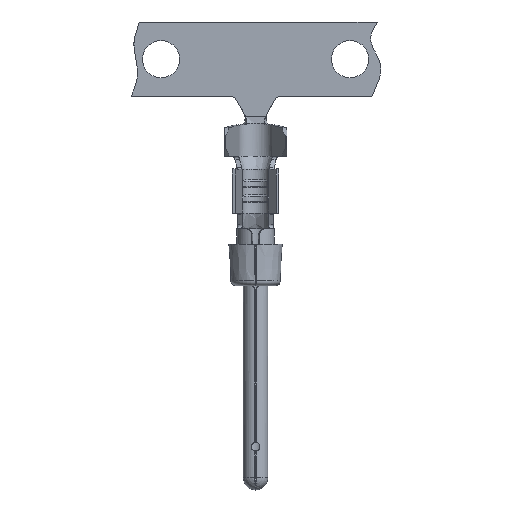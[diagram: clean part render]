
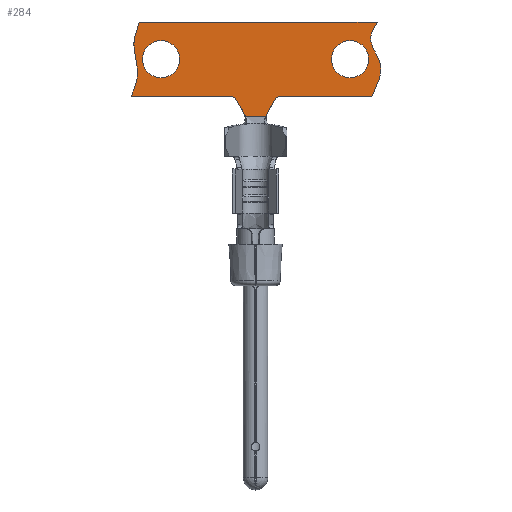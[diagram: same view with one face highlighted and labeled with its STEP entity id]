
A CAD part, top view. The second image highlights one B-rep face of the part: STEP entity #284.
In plain terms, the highlighted planar face has unit normal (0, 0, 1).
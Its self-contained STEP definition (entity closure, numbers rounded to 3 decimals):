
#284 = ADVANCED_FACE( '', ( #651, #652, #653 ), #654, .T. );
#651 = FACE_OUTER_BOUND( '', #1390, .T. );
#652 = FACE_BOUND( '', #1391, .T. );
#653 = FACE_BOUND( '', #1392, .T. );
#654 = PLANE( '', #1393 );
#1390 = EDGE_LOOP( '', ( #2670, #2671, #2672, #2673, #2674, #2675, #2676, #2677, #2678, #2679, #2680, #2681 ) );
#1391 = EDGE_LOOP( '', ( #2682 ) );
#1392 = EDGE_LOOP( '', ( #2683 ) );
#1393 = AXIS2_PLACEMENT_3D( '', #2684, #2685, #2686 );
#2670 = ORIENTED_EDGE( '', *, *, #3562, .F. );
#2671 = ORIENTED_EDGE( '', *, *, #3742, .T. );
#2672 = ORIENTED_EDGE( '', *, *, #3743, .T. );
#2673 = ORIENTED_EDGE( '', *, *, #3744, .T. );
#2674 = ORIENTED_EDGE( '', *, *, #3617, .T. );
#2675 = ORIENTED_EDGE( '', *, *, #3745, .T. );
#2676 = ORIENTED_EDGE( '', *, *, #3746, .T. );
#2677 = ORIENTED_EDGE( '', *, *, #3747, .T. );
#2678 = ORIENTED_EDGE( '', *, *, #3748, .T. );
#2679 = ORIENTED_EDGE( '', *, *, #3749, .T. );
#2680 = ORIENTED_EDGE( '', *, *, #3750, .T. );
#2681 = ORIENTED_EDGE( '', *, *, #3751, .T. );
#2682 = ORIENTED_EDGE( '', *, *, #3752, .F. );
#2683 = ORIENTED_EDGE( '', *, *, #3557, .T. );
#2684 = CARTESIAN_POINT( '', ( -6., 7.63, -0.55 ) );
#2685 = DIRECTION( '', ( 0., 0., 1. ) );
#2686 = DIRECTION( '', ( 1., 0., 0. ) );
#3557 = EDGE_CURVE( '', #4162, #4162, #4163, .F. );
#3562 = EDGE_CURVE( '', #4170, #4172, #4173, .T. );
#3617 = EDGE_CURVE( '', #4258, #4259, #4260, .T. );
#3742 = EDGE_CURVE( '', #4170, #4445, #4446, .T. );
#3743 = EDGE_CURVE( '', #4445, #4447, #4448, .T. );
#3744 = EDGE_CURVE( '', #4447, #4258, #4449, .F. );
#3745 = EDGE_CURVE( '', #4259, #4450, #4451, .T. );
#3746 = EDGE_CURVE( '', #4450, #4452, #4453, .T. );
#3747 = EDGE_CURVE( '', #4452, #4454, #4455, .T. );
#3748 = EDGE_CURVE( '', #4454, #4456, #4457, .T. );
#3749 = EDGE_CURVE( '', #4456, #4458, #4459, .F. );
#3750 = EDGE_CURVE( '', #4458, #4460, #4461, .T. );
#3751 = EDGE_CURVE( '', #4460, #4172, #4462, .T. );
#3752 = EDGE_CURVE( '', #4463, #4463, #4464, .T. );
#4162 = VERTEX_POINT( '', #5203 );
#4163 = CIRCLE( '', #5204, 0.75 );
#4170 = VERTEX_POINT( '', #5212 );
#4172 = VERTEX_POINT( '', #5215 );
#4173 = LINE( '', #5216, #5217 );
#4258 = VERTEX_POINT( '', #5472 );
#4259 = VERTEX_POINT( '', #5473 );
#4260 = LINE( '', #5474, #5475 );
#4445 = VERTEX_POINT( '', #6032 );
#4446 = B_SPLINE_CURVE_WITH_KNOTS( '', 3, ( #6033, #6034, #6035, #6036, #6037, #6038 ), .UNSPECIFIED., .F., .F., ( 4, 1, 1, 4 ), ( 0., 0.268, 0.713, 1. ), .UNSPECIFIED. );
#4447 = VERTEX_POINT( '', #6039 );
#4448 = LINE( '', #6040, #6041 );
#4449 = CIRCLE( '', #6042, 0.25 );
#4450 = VERTEX_POINT( '', #6043 );
#4451 = B_SPLINE_CURVE_WITH_KNOTS( '', 3, ( #6044, #6045, #6046, #6047 ), .UNSPECIFIED., .F., .F., ( 4, 4 ), ( 0., 0. ), .UNSPECIFIED. );
#4452 = VERTEX_POINT( '', #6048 );
#4453 = LINE( '', #6049, #6050 );
#4454 = VERTEX_POINT( '', #6051 );
#4455 = B_SPLINE_CURVE_WITH_KNOTS( '', 3, ( #6052, #6053, #6054, #6055 ), .UNSPECIFIED., .F., .F., ( 4, 4 ), ( 0., 0. ), .UNSPECIFIED. );
#4456 = VERTEX_POINT( '', #6056 );
#4457 = LINE( '', #6057, #6058 );
#4458 = VERTEX_POINT( '', #6059 );
#4459 = CIRCLE( '', #6060, 0.25 );
#4460 = VERTEX_POINT( '', #6061 );
#4461 = LINE( '', #6062, #6063 );
#4462 = B_SPLINE_CURVE_WITH_KNOTS( '', 3, ( #6064, #6065, #6066, #6067, #6068, #6069 ), .UNSPECIFIED., .F., .F., ( 4, 1, 1, 4 ), ( 0., 0.428, 0.768, 1. ), .UNSPECIFIED. );
#4463 = VERTEX_POINT( '', #6070 );
#4464 = CIRCLE( '', #6071, 0.75 );
#5203 = CARTESIAN_POINT( '', ( -3.06, 9.13, -0.55 ) );
#5204 = AXIS2_PLACEMENT_3D( '', #6924, #6925, #6926 );
#5212 = CARTESIAN_POINT( '', ( -4.695, 10.63, -0.55 ) );
#5215 = CARTESIAN_POINT( '', ( 4.9, 10.63, -0.55 ) );
#5216 = CARTESIAN_POINT( '', ( -6., 10.63, -0.55 ) );
#5217 = VECTOR( '', #6932, 1000. );
#5472 = CARTESIAN_POINT( '', ( -0.79, 7.505, -0.55 ) );
#5473 = CARTESIAN_POINT( '', ( -0.425, 6.873, -0.55 ) );
#5474 = CARTESIAN_POINT( '', ( -0.862, 7.63, -0.55 ) );
#5475 = VECTOR( '', #6982, 1000. );
#6032 = CARTESIAN_POINT( '', ( -5.015, 7.63, -0.55 ) );
#6033 = CARTESIAN_POINT( '', ( -4.695, 10.63, -0.55 ) );
#6034 = CARTESIAN_POINT( '', ( -4.791, 10.33, -0.55 ) );
#6035 = CARTESIAN_POINT( '', ( -5.047, 9.677, -0.55 ) );
#6036 = CARTESIAN_POINT( '', ( -4.595, 8.592, -0.55 ) );
#6037 = CARTESIAN_POINT( '', ( -4.897, 7.929, -0.55 ) );
#6038 = CARTESIAN_POINT( '', ( -5.015, 7.63, -0.55 ) );
#6039 = CARTESIAN_POINT( '', ( -1.006, 7.63, -0.55 ) );
#6040 = CARTESIAN_POINT( '', ( -6., 7.63, -0.55 ) );
#6041 = VECTOR( '', #7088, 1000. );
#6042 = AXIS2_PLACEMENT_3D( '', #7089, #7090, #7091 );
#6043 = CARTESIAN_POINT( '', ( -0.405, 6.83, -0.55 ) );
#6044 = CARTESIAN_POINT( '', ( -0.425, 6.873, -0.55 ) );
#6045 = CARTESIAN_POINT( '', ( -0.417, 6.859, -0.55 ) );
#6046 = CARTESIAN_POINT( '', ( -0.41, 6.845, -0.55 ) );
#6047 = CARTESIAN_POINT( '', ( -0.405, 6.83, -0.55 ) );
#6048 = CARTESIAN_POINT( '', ( 0.405, 6.83, -0.55 ) );
#6049 = CARTESIAN_POINT( '', ( -0.4, 6.83, -0.55 ) );
#6050 = VECTOR( '', #7092, 1000. );
#6051 = CARTESIAN_POINT( '', ( 0.425, 6.873, -0.55 ) );
#6052 = CARTESIAN_POINT( '', ( 0.405, 6.83, -0.55 ) );
#6053 = CARTESIAN_POINT( '', ( 0.41, 6.845, -0.55 ) );
#6054 = CARTESIAN_POINT( '', ( 0.417, 6.859, -0.55 ) );
#6055 = CARTESIAN_POINT( '', ( 0.425, 6.873, -0.55 ) );
#6056 = CARTESIAN_POINT( '', ( 0.79, 7.505, -0.55 ) );
#6057 = CARTESIAN_POINT( '', ( 0.4, 6.83, -0.55 ) );
#6058 = VECTOR( '', #7093, 1000. );
#6059 = CARTESIAN_POINT( '', ( 1.006, 7.63, -0.55 ) );
#6060 = AXIS2_PLACEMENT_3D( '', #7094, #7095, #7096 );
#6061 = CARTESIAN_POINT( '', ( 4.691, 7.63, -0.55 ) );
#6062 = CARTESIAN_POINT( '', ( -6., 7.63, -0.55 ) );
#6063 = VECTOR( '', #7097, 1000. );
#6064 = CARTESIAN_POINT( '', ( 4.691, 7.63, -0.55 ) );
#6065 = CARTESIAN_POINT( '', ( 4.894, 8.082, -0.55 ) );
#6066 = CARTESIAN_POINT( '', ( 5.314, 8.856, -0.55 ) );
#6067 = CARTESIAN_POINT( '', ( 4.452, 9.84, -0.55 ) );
#6068 = CARTESIAN_POINT( '', ( 4.772, 10.395, -0.55 ) );
#6069 = CARTESIAN_POINT( '', ( 4.9, 10.63, -0.55 ) );
#6070 = CARTESIAN_POINT( '', ( 4.56, 9.13, -0.55 ) );
#6071 = AXIS2_PLACEMENT_3D( '', #7098, #7099, #7100 );
#6924 = CARTESIAN_POINT( '', ( -3.81, 9.13, -0.55 ) );
#6925 = DIRECTION( '', ( 0., 0., 1. ) );
#6926 = DIRECTION( '', ( 1., 0., 0. ) );
#6932 = DIRECTION( '', ( 1., 0., 0. ) );
#6982 = DIRECTION( '', ( 0.5, -0.866, 0. ) );
#7088 = DIRECTION( '', ( 1., 0., 0. ) );
#7089 = CARTESIAN_POINT( '', ( -1.006, 7.38, -0.55 ) );
#7090 = DIRECTION( '', ( 0., 0., 1. ) );
#7091 = DIRECTION( '', ( 1., 0., 0. ) );
#7092 = DIRECTION( '', ( 1., 0., 0. ) );
#7093 = DIRECTION( '', ( 0.5, 0.866, 0. ) );
#7094 = CARTESIAN_POINT( '', ( 1.006, 7.38, -0.55 ) );
#7095 = DIRECTION( '', ( 0., 0., 1. ) );
#7096 = DIRECTION( '', ( 1., 0., 0. ) );
#7097 = DIRECTION( '', ( 1., 0., 0. ) );
#7098 = CARTESIAN_POINT( '', ( 3.81, 9.13, -0.55 ) );
#7099 = DIRECTION( '', ( 0., 0., 1. ) );
#7100 = DIRECTION( '', ( 1., 0., 0. ) );
